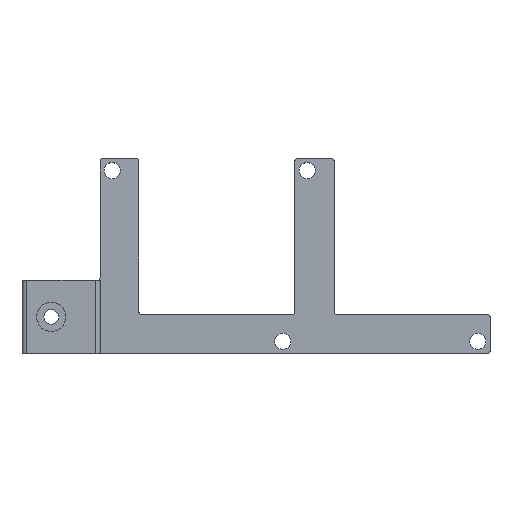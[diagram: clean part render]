
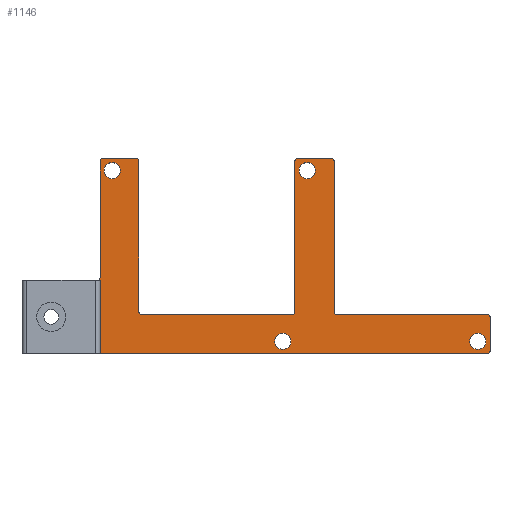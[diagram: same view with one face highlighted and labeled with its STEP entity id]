
A CAD part, top view. The second image highlights one B-rep face of the part: STEP entity #1146.
In plain terms, the highlighted planar face has unit normal (0, 0, 1).
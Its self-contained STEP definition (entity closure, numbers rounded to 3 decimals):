
#17=FACE_BOUND('',#160,.T.);
#18=FACE_BOUND('',#161,.T.);
#19=FACE_BOUND('',#162,.T.);
#20=FACE_BOUND('',#163,.T.);
#40=PLANE('',#1262);
#95=FACE_OUTER_BOUND('',#159,.T.);
#159=EDGE_LOOP('',(#924,#925,#926,#927,#928,#929,#930,#931,#932,#933,#934,
#935,#936,#937,#938,#939,#940,#941,#942,#943,#944,#945));
#160=EDGE_LOOP('',(#946));
#161=EDGE_LOOP('',(#947));
#162=EDGE_LOOP('',(#948));
#163=EDGE_LOOP('',(#949));
#208=LINE('',#1725,#311);
#232=LINE('',#1806,#335);
#256=LINE('',#1884,#359);
#257=LINE('',#1888,#360);
#258=LINE('',#1892,#361);
#259=LINE('',#1896,#362);
#260=LINE('',#1900,#363);
#261=LINE('',#1904,#364);
#262=LINE('',#1908,#365);
#263=LINE('',#1912,#366);
#264=LINE('',#1916,#367);
#265=LINE('',#1918,#368);
#311=VECTOR('',#1360,10.);
#335=VECTOR('',#1438,10.);
#359=VECTOR('',#1530,10.);
#360=VECTOR('',#1533,10.);
#361=VECTOR('',#1536,10.);
#362=VECTOR('',#1539,10.);
#363=VECTOR('',#1542,10.);
#364=VECTOR('',#1545,10.);
#365=VECTOR('',#1548,10.);
#366=VECTOR('',#1551,10.);
#367=VECTOR('',#1554,10.);
#368=VECTOR('',#1557,10.);
#434=CIRCLE('',#1248,1.675);
#438=CIRCLE('',#1263,0.5);
#439=CIRCLE('',#1264,0.5);
#440=CIRCLE('',#1265,0.5);
#441=CIRCLE('',#1266,0.5);
#442=CIRCLE('',#1267,0.5);
#443=CIRCLE('',#1268,0.5);
#444=CIRCLE('',#1269,0.5);
#445=CIRCLE('',#1270,0.5);
#446=CIRCLE('',#1271,0.5);
#447=CIRCLE('',#1272,0.5);
#448=CIRCLE('',#1273,1.675);
#449=CIRCLE('',#1274,1.675);
#450=CIRCLE('',#1275,1.675);
#482=VERTEX_POINT('',#1722);
#483=VERTEX_POINT('',#1724);
#512=VERTEX_POINT('',#1803);
#513=VERTEX_POINT('',#1805);
#528=VERTEX_POINT('',#1854);
#532=VERTEX_POINT('',#1881);
#533=VERTEX_POINT('',#1883);
#534=VERTEX_POINT('',#1885);
#535=VERTEX_POINT('',#1887);
#536=VERTEX_POINT('',#1889);
#537=VERTEX_POINT('',#1891);
#538=VERTEX_POINT('',#1893);
#539=VERTEX_POINT('',#1895);
#540=VERTEX_POINT('',#1897);
#541=VERTEX_POINT('',#1899);
#542=VERTEX_POINT('',#1901);
#543=VERTEX_POINT('',#1903);
#544=VERTEX_POINT('',#1905);
#545=VERTEX_POINT('',#1907);
#546=VERTEX_POINT('',#1909);
#547=VERTEX_POINT('',#1911);
#548=VERTEX_POINT('',#1913);
#549=VERTEX_POINT('',#1915);
#550=VERTEX_POINT('',#1919);
#551=VERTEX_POINT('',#1921);
#552=VERTEX_POINT('',#1923);
#596=EDGE_CURVE('',#482,#483,#208,.T.);
#636=EDGE_CURVE('',#513,#512,#232,.T.);
#663=EDGE_CURVE('',#528,#528,#434,.T.);
#674=EDGE_CURVE('',#532,#512,#438,.T.);
#675=EDGE_CURVE('',#532,#533,#256,.T.);
#676=EDGE_CURVE('',#534,#533,#439,.T.);
#677=EDGE_CURVE('',#534,#535,#257,.T.);
#678=EDGE_CURVE('',#536,#535,#440,.T.);
#679=EDGE_CURVE('',#536,#537,#258,.T.);
#680=EDGE_CURVE('',#538,#537,#441,.T.);
#681=EDGE_CURVE('',#538,#539,#259,.T.);
#682=EDGE_CURVE('',#540,#539,#442,.T.);
#683=EDGE_CURVE('',#540,#541,#260,.T.);
#684=EDGE_CURVE('',#542,#541,#443,.T.);
#685=EDGE_CURVE('',#542,#543,#261,.T.);
#686=EDGE_CURVE('',#544,#543,#444,.T.);
#687=EDGE_CURVE('',#544,#545,#262,.T.);
#688=EDGE_CURVE('',#546,#545,#445,.T.);
#689=EDGE_CURVE('',#546,#547,#263,.T.);
#690=EDGE_CURVE('',#548,#547,#446,.T.);
#691=EDGE_CURVE('',#548,#549,#264,.T.);
#692=EDGE_CURVE('',#483,#549,#447,.T.);
#693=EDGE_CURVE('',#482,#513,#265,.T.);
#694=EDGE_CURVE('',#550,#550,#448,.T.);
#695=EDGE_CURVE('',#551,#551,#449,.T.);
#696=EDGE_CURVE('',#552,#552,#450,.T.);
#924=ORIENTED_EDGE('',*,*,#674,.F.);
#925=ORIENTED_EDGE('',*,*,#675,.T.);
#926=ORIENTED_EDGE('',*,*,#676,.F.);
#927=ORIENTED_EDGE('',*,*,#677,.T.);
#928=ORIENTED_EDGE('',*,*,#678,.F.);
#929=ORIENTED_EDGE('',*,*,#679,.T.);
#930=ORIENTED_EDGE('',*,*,#680,.F.);
#931=ORIENTED_EDGE('',*,*,#681,.T.);
#932=ORIENTED_EDGE('',*,*,#682,.F.);
#933=ORIENTED_EDGE('',*,*,#683,.T.);
#934=ORIENTED_EDGE('',*,*,#684,.F.);
#935=ORIENTED_EDGE('',*,*,#685,.T.);
#936=ORIENTED_EDGE('',*,*,#686,.F.);
#937=ORIENTED_EDGE('',*,*,#687,.T.);
#938=ORIENTED_EDGE('',*,*,#688,.F.);
#939=ORIENTED_EDGE('',*,*,#689,.T.);
#940=ORIENTED_EDGE('',*,*,#690,.F.);
#941=ORIENTED_EDGE('',*,*,#691,.T.);
#942=ORIENTED_EDGE('',*,*,#692,.F.);
#943=ORIENTED_EDGE('',*,*,#596,.F.);
#944=ORIENTED_EDGE('',*,*,#693,.T.);
#945=ORIENTED_EDGE('',*,*,#636,.T.);
#946=ORIENTED_EDGE('',*,*,#663,.T.);
#947=ORIENTED_EDGE('',*,*,#694,.T.);
#948=ORIENTED_EDGE('',*,*,#695,.T.);
#949=ORIENTED_EDGE('',*,*,#696,.T.);
#1146=ADVANCED_FACE('',(#95,#17,#18,#19,#20),#40,.T.);
#1248=AXIS2_PLACEMENT_3D('',#1856,#1491,#1492);
#1262=AXIS2_PLACEMENT_3D('',#1880,#1526,#1527);
#1263=AXIS2_PLACEMENT_3D('',#1882,#1528,#1529);
#1264=AXIS2_PLACEMENT_3D('',#1886,#1531,#1532);
#1265=AXIS2_PLACEMENT_3D('',#1890,#1534,#1535);
#1266=AXIS2_PLACEMENT_3D('',#1894,#1537,#1538);
#1267=AXIS2_PLACEMENT_3D('',#1898,#1540,#1541);
#1268=AXIS2_PLACEMENT_3D('',#1902,#1543,#1544);
#1269=AXIS2_PLACEMENT_3D('',#1906,#1546,#1547);
#1270=AXIS2_PLACEMENT_3D('',#1910,#1549,#1550);
#1271=AXIS2_PLACEMENT_3D('',#1914,#1552,#1553);
#1272=AXIS2_PLACEMENT_3D('',#1917,#1555,#1556);
#1273=AXIS2_PLACEMENT_3D('',#1920,#1558,#1559);
#1274=AXIS2_PLACEMENT_3D('',#1922,#1560,#1561);
#1275=AXIS2_PLACEMENT_3D('',#1924,#1562,#1563);
#1360=DIRECTION('',(-1.,0.,0.));
#1438=DIRECTION('',(1.,0.,0.));
#1491=DIRECTION('center_axis',(0.,0.,-1.));
#1492=DIRECTION('ref_axis',(1.,0.,0.));
#1526=DIRECTION('center_axis',(0.,0.,1.));
#1527=DIRECTION('ref_axis',(1.,0.,0.));
#1528=DIRECTION('center_axis',(0.,0.,-1.));
#1529=DIRECTION('ref_axis',(0.707,-0.707,0.));
#1530=DIRECTION('',(0.,1.,0.));
#1531=DIRECTION('center_axis',(0.,0.,-1.));
#1532=DIRECTION('ref_axis',(0.707,0.707,0.));
#1533=DIRECTION('',(-1.,0.,0.));
#1534=DIRECTION('center_axis',(0.,0.,1.));
#1535=DIRECTION('ref_axis',(-0.707,-0.707,0.));
#1536=DIRECTION('',(0.,1.,0.));
#1537=DIRECTION('center_axis',(0.,0.,-1.));
#1538=DIRECTION('ref_axis',(0.707,0.707,0.));
#1539=DIRECTION('',(-1.,0.,0.));
#1540=DIRECTION('center_axis',(0.,0.,-1.));
#1541=DIRECTION('ref_axis',(-0.707,0.707,0.));
#1542=DIRECTION('',(0.,-1.,0.));
#1543=DIRECTION('center_axis',(0.,0.,1.));
#1544=DIRECTION('ref_axis',(0.707,-0.707,0.));
#1545=DIRECTION('',(-1.,0.,0.));
#1546=DIRECTION('center_axis',(0.,0.,1.));
#1547=DIRECTION('ref_axis',(-0.707,-0.707,0.));
#1548=DIRECTION('',(0.,1.,0.));
#1549=DIRECTION('center_axis',(0.,0.,-1.));
#1550=DIRECTION('ref_axis',(0.707,0.707,0.));
#1551=DIRECTION('',(-1.,0.,0.));
#1552=DIRECTION('center_axis',(0.,0.,-1.));
#1553=DIRECTION('ref_axis',(-0.707,0.707,0.));
#1554=DIRECTION('',(0.,-1.,0.));
#1555=DIRECTION('center_axis',(0.,0.,1.));
#1556=DIRECTION('ref_axis',(0.707,-0.707,0.));
#1557=DIRECTION('',(0.,-1.,0.));
#1558=DIRECTION('center_axis',(0.,0.,-1.));
#1559=DIRECTION('ref_axis',(1.,0.,0.));
#1560=DIRECTION('center_axis',(0.,0.,-1.));
#1561=DIRECTION('ref_axis',(1.,0.,0.));
#1562=DIRECTION('center_axis',(0.,0.,-1.));
#1563=DIRECTION('ref_axis',(1.,0.,0.));
#1722=CARTESIAN_POINT('',(16.,15.,4.));
#1724=CARTESIAN_POINT('',(15.5,15.,4.));
#1725=CARTESIAN_POINT('',(36.,15.,4.));
#1803=CARTESIAN_POINT('',(95.5,0.,4.));
#1805=CARTESIAN_POINT('',(16.,0.,4.));
#1806=CARTESIAN_POINT('',(16.,0.,4.));
#1854=CARTESIAN_POINT('',(51.825,2.5,4.));
#1856=CARTESIAN_POINT('Origin',(53.5,2.5,4.));
#1880=CARTESIAN_POINT('Origin',(56.,20.,4.));
#1881=CARTESIAN_POINT('',(96.,0.5,4.));
#1882=CARTESIAN_POINT('Origin',(95.5,0.5,4.));
#1883=CARTESIAN_POINT('',(96.,7.5,4.));
#1884=CARTESIAN_POINT('',(96.,0.,4.));
#1885=CARTESIAN_POINT('',(95.5,8.,4.));
#1886=CARTESIAN_POINT('Origin',(95.5,7.5,4.));
#1887=CARTESIAN_POINT('',(64.5,8.,4.));
#1888=CARTESIAN_POINT('',(64.,8.,4.));
#1889=CARTESIAN_POINT('',(64.,8.5,4.));
#1890=CARTESIAN_POINT('Origin',(64.5,8.5,4.));
#1891=CARTESIAN_POINT('',(64.,39.5,4.));
#1892=CARTESIAN_POINT('',(64.,40.,4.));
#1893=CARTESIAN_POINT('',(63.5,40.,4.));
#1894=CARTESIAN_POINT('Origin',(63.5,39.5,4.));
#1895=CARTESIAN_POINT('',(56.5,40.,4.));
#1896=CARTESIAN_POINT('',(56.,40.,4.));
#1897=CARTESIAN_POINT('',(56.,39.5,4.));
#1898=CARTESIAN_POINT('Origin',(56.5,39.5,4.));
#1899=CARTESIAN_POINT('',(56.,8.5,4.));
#1900=CARTESIAN_POINT('',(56.,8.,4.));
#1901=CARTESIAN_POINT('',(55.5,8.,4.));
#1902=CARTESIAN_POINT('Origin',(55.5,8.5,4.));
#1903=CARTESIAN_POINT('',(24.5,8.,4.));
#1904=CARTESIAN_POINT('',(24.,8.,4.));
#1905=CARTESIAN_POINT('',(24.,8.5,4.));
#1906=CARTESIAN_POINT('Origin',(24.5,8.5,4.));
#1907=CARTESIAN_POINT('',(24.,39.5,4.));
#1908=CARTESIAN_POINT('',(24.,40.,4.));
#1909=CARTESIAN_POINT('',(23.5,40.,4.));
#1910=CARTESIAN_POINT('Origin',(23.5,39.5,4.));
#1911=CARTESIAN_POINT('',(16.5,40.,4.));
#1912=CARTESIAN_POINT('',(16.,40.,4.));
#1913=CARTESIAN_POINT('',(16.,39.5,4.));
#1914=CARTESIAN_POINT('Origin',(16.5,39.5,4.));
#1915=CARTESIAN_POINT('',(16.,15.5,4.));
#1916=CARTESIAN_POINT('',(16.,15.,4.));
#1917=CARTESIAN_POINT('Origin',(15.5,15.5,4.));
#1918=CARTESIAN_POINT('',(16.,15.,4.));
#1919=CARTESIAN_POINT('',(16.825,37.5,4.));
#1920=CARTESIAN_POINT('Origin',(18.5,37.5,4.));
#1921=CARTESIAN_POINT('',(91.825,2.5,4.));
#1922=CARTESIAN_POINT('Origin',(93.5,2.5,4.));
#1923=CARTESIAN_POINT('',(56.825,37.5,4.));
#1924=CARTESIAN_POINT('Origin',(58.5,37.5,4.));
